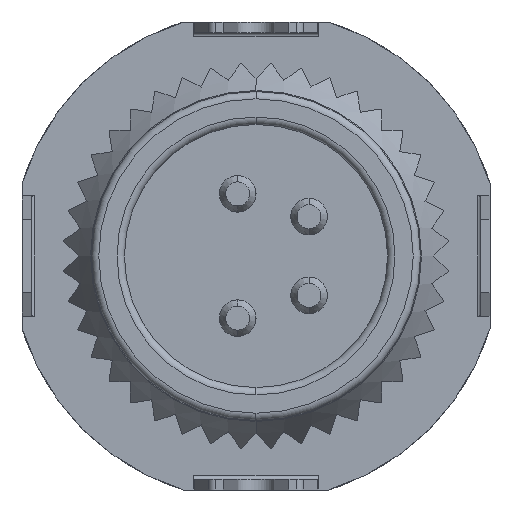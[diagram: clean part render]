
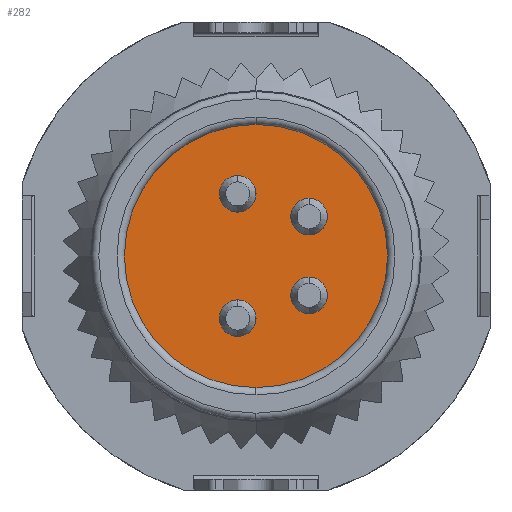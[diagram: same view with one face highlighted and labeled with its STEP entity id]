
A CAD part, left-side view. The second image highlights one B-rep face of the part: STEP entity #282.
In plain terms, the highlighted planar face has unit normal (-1, 0, 0).
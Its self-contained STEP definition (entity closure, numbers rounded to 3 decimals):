
#282=ADVANCED_FACE('',(#876,#877,#878,#879,#880),#881,.T.);
#876=FACE_BOUND('',#1793,.T.);
#877=FACE_BOUND('',#1794,.T.);
#878=FACE_BOUND('',#1795,.T.);
#879=FACE_BOUND('',#1796,.T.);
#880=FACE_OUTER_BOUND('',#1797,.T.);
#881=PLANE('',#1798);
#1793=EDGE_LOOP('',(#4005,#4006));
#1794=EDGE_LOOP('',(#4007,#4008));
#1795=EDGE_LOOP('',(#4009,#4010));
#1796=EDGE_LOOP('',(#4011,#4012));
#1797=EDGE_LOOP('',(#4013,#4014));
#1798=AXIS2_PLACEMENT_3D('',#4015,#4016,#4017);
#4005=ORIENTED_EDGE('',*,*,#5960,.T.);
#4006=ORIENTED_EDGE('',*,*,#5272,.T.);
#4007=ORIENTED_EDGE('',*,*,#5959,.T.);
#4008=ORIENTED_EDGE('',*,*,#5276,.T.);
#4009=ORIENTED_EDGE('',*,*,#5958,.T.);
#4010=ORIENTED_EDGE('',*,*,#5280,.T.);
#4011=ORIENTED_EDGE('',*,*,#5957,.T.);
#4012=ORIENTED_EDGE('',*,*,#5284,.T.);
#4013=ORIENTED_EDGE('',*,*,#5268,.T.);
#4014=ORIENTED_EDGE('',*,*,#5961,.T.);
#4015=CARTESIAN_POINT('',(0.2,0.0,0.));
#4016=DIRECTION('',(-1.0,0.0,0.0));
#4017=DIRECTION('',(0.0,0.0,1.0));
#5268=EDGE_CURVE('',#6361,#6365,#6367,.T.);
#5272=EDGE_CURVE('',#6369,#6373,#6375,.T.);
#5276=EDGE_CURVE('',#6377,#6381,#6383,.T.);
#5280=EDGE_CURVE('',#6385,#6389,#6391,.T.);
#5284=EDGE_CURVE('',#6393,#6397,#6399,.T.);
#5957=EDGE_CURVE('',#6397,#6393,#7510,.T.);
#5958=EDGE_CURVE('',#6389,#6385,#7511,.T.);
#5959=EDGE_CURVE('',#6381,#6377,#7512,.T.);
#5960=EDGE_CURVE('',#6373,#6369,#7513,.T.);
#5961=EDGE_CURVE('',#6365,#6361,#7514,.T.);
#6361=VERTEX_POINT('',#8141);
#6365=VERTEX_POINT('',#8145);
#6367=CIRCLE('',#8147,3.6);
#6369=VERTEX_POINT('',#8149);
#6373=VERTEX_POINT('',#8154);
#6375=CIRCLE('',#8157,0.5);
#6377=VERTEX_POINT('',#8159);
#6381=VERTEX_POINT('',#8164);
#6383=CIRCLE('',#8167,0.5);
#6385=VERTEX_POINT('',#8169);
#6389=VERTEX_POINT('',#8174);
#6391=CIRCLE('',#8177,0.5);
#6393=VERTEX_POINT('',#8179);
#6397=VERTEX_POINT('',#8184);
#6399=CIRCLE('',#8187,0.5);
#7510=CIRCLE('',#10436,0.5);
#7511=CIRCLE('',#10437,0.5);
#7512=CIRCLE('',#10438,0.5);
#7513=CIRCLE('',#10439,0.5);
#7514=CIRCLE('',#10440,3.6);
#8141=CARTESIAN_POINT('',(0.2,0.0,3.6));
#8145=CARTESIAN_POINT('',(0.2,0.,-3.6));
#8147=AXIS2_PLACEMENT_3D('',#11194,#11195,#11196);
#8149=CARTESIAN_POINT('',(0.2,0.5,1.2));
#8154=CARTESIAN_POINT('',(0.2,0.5,2.2));
#8157=AXIS2_PLACEMENT_3D('',#11202,#11203,#11204);
#8159=CARTESIAN_POINT('',(0.2,0.5,-2.2));
#8164=CARTESIAN_POINT('',(0.2,0.5,-1.2));
#8167=AXIS2_PLACEMENT_3D('',#11210,#11211,#11212);
#8169=CARTESIAN_POINT('',(0.2,-1.45,-1.575));
#8174=CARTESIAN_POINT('',(0.2,-1.45,-0.575));
#8177=AXIS2_PLACEMENT_3D('',#11218,#11219,#11220);
#8179=CARTESIAN_POINT('',(0.2,-1.45,0.575));
#8184=CARTESIAN_POINT('',(0.2,-1.45,1.575));
#8187=AXIS2_PLACEMENT_3D('',#11226,#11227,#11228);
#10436=AXIS2_PLACEMENT_3D('',#12213,#12214,#12215);
#10437=AXIS2_PLACEMENT_3D('',#12216,#12217,#12218);
#10438=AXIS2_PLACEMENT_3D('',#12219,#12220,#12221);
#10439=AXIS2_PLACEMENT_3D('',#12222,#12223,#12224);
#10440=AXIS2_PLACEMENT_3D('',#12225,#12226,#12227);
#11194=CARTESIAN_POINT('',(0.2,0.0,0.));
#11195=DIRECTION('',(-1.0,0.0,0.0));
#11196=DIRECTION('',(0.0,0.0,1.0));
#11202=CARTESIAN_POINT('',(0.2,0.5,1.7));
#11203=DIRECTION('',(1.0,0.0,-0.0));
#11204=DIRECTION('',(0.0,0.0,1.0));
#11210=CARTESIAN_POINT('',(0.2,0.5,-1.7));
#11211=DIRECTION('',(1.0,0.0,-0.0));
#11212=DIRECTION('',(0.0,0.0,1.0));
#11218=CARTESIAN_POINT('',(0.2,-1.45,-1.075));
#11219=DIRECTION('',(1.0,0.0,-0.0));
#11220=DIRECTION('',(0.0,0.0,1.0));
#11226=CARTESIAN_POINT('',(0.2,-1.45,1.075));
#11227=DIRECTION('',(1.0,0.0,-0.0));
#11228=DIRECTION('',(0.0,0.0,1.0));
#12213=CARTESIAN_POINT('',(0.2,-1.45,1.075));
#12214=DIRECTION('',(1.0,0.0,-0.0));
#12215=DIRECTION('',(0.0,0.0,1.0));
#12216=CARTESIAN_POINT('',(0.2,-1.45,-1.075));
#12217=DIRECTION('',(1.0,0.0,-0.0));
#12218=DIRECTION('',(0.0,0.0,1.0));
#12219=CARTESIAN_POINT('',(0.2,0.5,-1.7));
#12220=DIRECTION('',(1.0,0.0,-0.0));
#12221=DIRECTION('',(0.0,0.0,1.0));
#12222=CARTESIAN_POINT('',(0.2,0.5,1.7));
#12223=DIRECTION('',(1.0,0.0,-0.0));
#12224=DIRECTION('',(0.0,0.0,1.0));
#12225=CARTESIAN_POINT('',(0.2,0.0,0.));
#12226=DIRECTION('',(-1.0,0.0,0.0));
#12227=DIRECTION('',(0.0,0.0,1.0));
